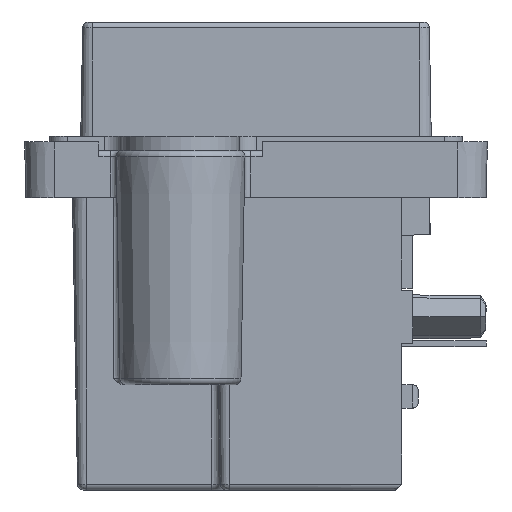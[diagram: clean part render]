
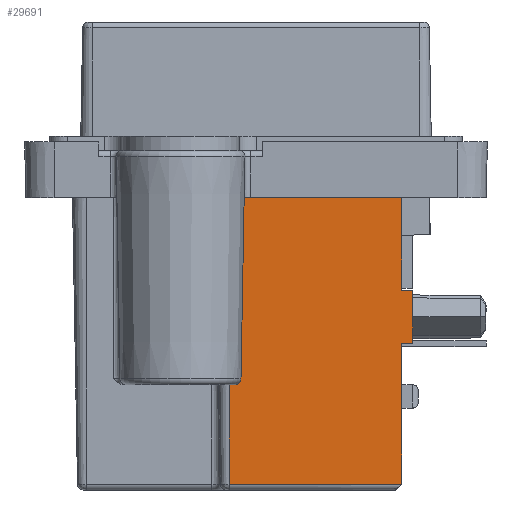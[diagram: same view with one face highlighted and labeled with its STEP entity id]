
A CAD part, left-side view. The second image highlights one B-rep face of the part: STEP entity #29691.
In plain terms, the highlighted planar face has unit normal (-1, 0, -0.018).
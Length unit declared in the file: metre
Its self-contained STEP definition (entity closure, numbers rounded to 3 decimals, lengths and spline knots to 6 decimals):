
#163=ELLIPSE('',#31209,0.000254,0.000254);
#9150=ORIENTED_EDGE('',*,*,#15288,.T.);
#9151=ORIENTED_EDGE('',*,*,#15282,.T.);
#9152=ORIENTED_EDGE('',*,*,#15279,.T.);
#9153=ORIENTED_EDGE('',*,*,#15314,.F.);
#9154=ORIENTED_EDGE('',*,*,#15168,.T.);
#9155=ORIENTED_EDGE('',*,*,#15166,.T.);
#9156=ORIENTED_EDGE('',*,*,#15176,.F.);
#9157=ORIENTED_EDGE('',*,*,#15315,.F.);
#9158=ORIENTED_EDGE('',*,*,#15316,.T.);
#9159=ORIENTED_EDGE('',*,*,#15302,.T.);
#9160=ORIENTED_EDGE('',*,*,#15307,.T.);
#9161=ORIENTED_EDGE('',*,*,#15313,.F.);
#15166=EDGE_CURVE('',#18329,#18334,#20615,.T.);
#15168=EDGE_CURVE('',#18336,#18329,#20617,.T.);
#15176=EDGE_CURVE('',#18340,#18334,#20625,.T.);
#15279=EDGE_CURVE('',#18411,#18410,#20724,.T.);
#15282=EDGE_CURVE('',#18413,#18411,#20726,.T.);
#15288=EDGE_CURVE('',#18417,#18413,#20728,.T.);
#15302=EDGE_CURVE('',#18429,#18430,#20734,.T.);
#15307=EDGE_CURVE('',#18430,#18431,#163,.F.);
#15313=EDGE_CURVE('',#18417,#18431,#20742,.T.);
#15314=EDGE_CURVE('',#18336,#18410,#20743,.T.);
#15315=EDGE_CURVE('',#18436,#18340,#20744,.T.);
#15316=EDGE_CURVE('',#18436,#18429,#20745,.T.);
#18329=VERTEX_POINT('',#40764);
#18334=VERTEX_POINT('',#40773);
#18336=VERTEX_POINT('',#40779);
#18340=VERTEX_POINT('',#40795);
#18410=VERTEX_POINT('',#41003);
#18411=VERTEX_POINT('',#41005);
#18413=VERTEX_POINT('',#41011);
#18417=VERTEX_POINT('',#41038);
#18429=VERTEX_POINT('',#41068);
#18430=VERTEX_POINT('',#41069);
#18431=VERTEX_POINT('',#41075);
#18436=VERTEX_POINT('',#41091);
#20615=LINE('',#40774,#23470);
#20617=LINE('',#40778,#23472);
#20625=LINE('',#40794,#23480);
#20724=LINE('',#41004,#23579);
#20726=LINE('',#41010,#23581);
#20728=LINE('',#41037,#23583);
#20734=LINE('',#41067,#23589);
#20742=LINE('',#41087,#23597);
#20743=LINE('',#41089,#23598);
#20744=LINE('',#41090,#23599);
#20745=LINE('',#41092,#23600);
#23470=VECTOR('',#34197,1.);
#23472=VECTOR('',#34201,1.);
#23480=VECTOR('',#34217,1.);
#23579=VECTOR('',#34396,1.);
#23581=VECTOR('',#34402,1.);
#23583=VECTOR('',#34414,1.);
#23589=VECTOR('',#34444,1.);
#23597=VECTOR('',#34462,1.);
#23598=VECTOR('',#34465,1.);
#23599=VECTOR('',#34466,1.);
#23600=VECTOR('',#34467,1.);
#26044=EDGE_LOOP('',(#9150,#9151,#9152,#9153,#9154,#9155,#9156,#9157,#9158,
#9159,#9160,#9161));
#27406=FACE_BOUND('',#26044,.T.);
#28624=PLANE('',#31213);
#29691=ADVANCED_FACE('',(#27406),#28624,.T.);
#31209=AXIS2_PLACEMENT_3D('',#41076,#34451,#34452);
#31213=AXIS2_PLACEMENT_3D('',#41088,#34463,#34464);
#34197=DIRECTION('',(-0.017,0.,1.));
#34201=DIRECTION('',(0.,-1.,0.017));
#34217=DIRECTION('',(0.,-1.,-0.017));
#34396=DIRECTION('',(-0.012,-0.707,0.707));
#34402=DIRECTION('',(0.,-1.,0.));
#34414=DIRECTION('',(0.017,0.,-1.));
#34444=DIRECTION('',(0.017,0.017,-1.));
#34451=DIRECTION('',(-1.,0.,-0.017));
#34452=DIRECTION('',(0.017,0.,-1.));
#34462=DIRECTION('',(0.,-1.,0.));
#34463=DIRECTION('',(-1.,0.,-0.017));
#34464=DIRECTION('',(0.,1.,0.));
#34465=DIRECTION('',(0.017,0.,-1.));
#34466=DIRECTION('',(0.017,0.,-1.));
#34467=DIRECTION('',(0.,1.,0.));
#40764=CARTESIAN_POINT('',(-0.010246,0.,-0.013948));
#40773=CARTESIAN_POINT('',(-0.010286,0.,-0.011655));
#40774=CARTESIAN_POINT('',(-0.010246,0.,-0.013948));
#40778=CARTESIAN_POINT('',(-0.010246,0.000483,-0.013956));
#40779=CARTESIAN_POINT('',(-0.010246,0.000483,-0.013956));
#40794=CARTESIAN_POINT('',(-0.010288,0.007072,-0.011532));
#40795=CARTESIAN_POINT('',(-0.010286,0.000483,-0.011647));
#41003=CARTESIAN_POINT('',(-0.010139,0.000483,-0.020066));
#41004=CARTESIAN_POINT('',(-0.010363,-0.012329,-0.007254));
#41005=CARTESIAN_POINT('',(-0.010139,0.000487,-0.02007));
#41010=CARTESIAN_POINT('',(-0.010139,0.007976,-0.02007));
#41011=CARTESIAN_POINT('',(-0.010139,0.007976,-0.02007));
#41037=CARTESIAN_POINT('',(-0.010214,0.007976,-0.015748));
#41038=CARTESIAN_POINT('',(-0.010214,0.007976,-0.015748));
#41067=CARTESIAN_POINT('',(-0.010356,0.007322,-0.00762));
#41068=CARTESIAN_POINT('',(-0.010356,0.007322,-0.00762));
#41069=CARTESIAN_POINT('',(-0.010219,0.00746,-0.015498));
#41075=CARTESIAN_POINT('',(-0.010214,0.007714,-0.015748));
#41076=CARTESIAN_POINT('',(-0.010219,0.007714,-0.015494));
#41087=CARTESIAN_POINT('',(-0.010214,0.007976,-0.015748));
#41088=CARTESIAN_POINT('',(-0.010135,-0.025399,-0.02032));
#41089=CARTESIAN_POINT('',(-0.010246,0.000483,-0.013956));
#41090=CARTESIAN_POINT('',(-0.010356,0.000483,-0.00762));
#41091=CARTESIAN_POINT('',(-0.010356,0.000483,-0.00762));
#41092=CARTESIAN_POINT('',(-0.010356,-0.025399,-0.00762));
